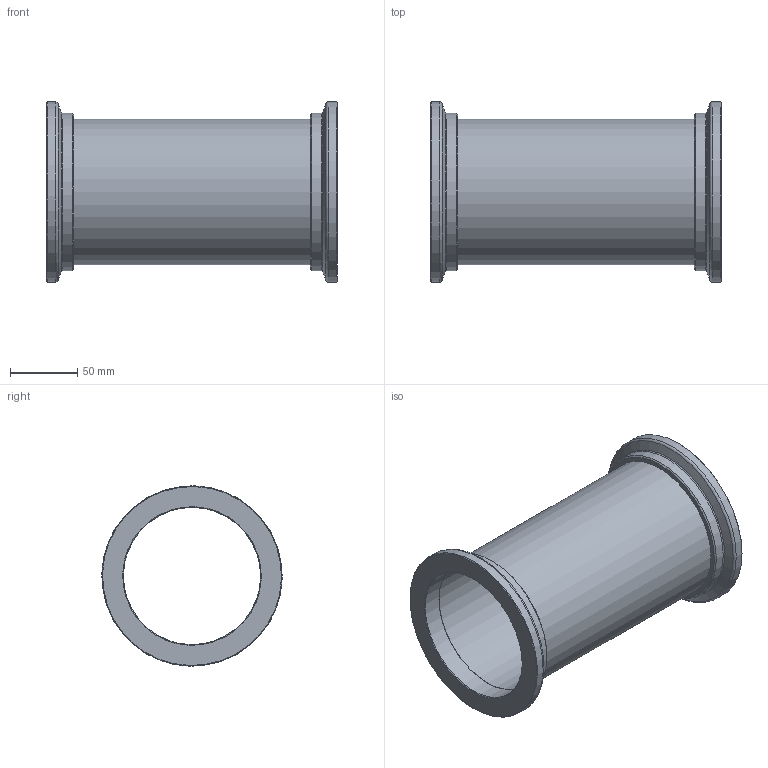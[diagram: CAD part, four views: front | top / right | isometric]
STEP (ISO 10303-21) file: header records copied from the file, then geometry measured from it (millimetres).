
FILE_DESCRIPTION(/* description */ (''),/* implementation_level */ '2;1');
FILE_NAME(/* name */ '33.100003.244.310',/* time_stamp */ '2019-06-19T08:19:27+02:00',/* author */ ('Murat Coskun Bicak'),/* organization */ ('Evac AG'),/* preprocessor_version */ 'ST-DEVELOPER v16.7',/* originating_system */ 'DEX',/* authorisation */ $);
FILE_SCHEMA (('AUTOMOTIVE_DESIGN {1 0 10303 214 3 1 1}'));
Length unit declared in the file: millimetre
Products named in the file (3): 33.100003.244.310; 33.100003.244.310-Rohr; 32.100003.210.310
Assembly tree (3 placements, depth 2):
  33.100003.244.310
    33.100003.244.310-Rohr
    32.100003.210.310  x2
Bounding box: 216 x 134 x 134 mm (x, y, z)
Volume: 340096.4 mm3; surface area: 173711.7 mm2
Topology: 3 solids, 3 shells, 32 faces, 56 edges, 32 vertices
Faces by surface type: cylinder 10, plane 8, cone 8, torus 6
Full cylindrical faces by diameter (mm): 102 x3, 108 x3, 117 x2, 134 x2
Entity records: 456 total; most frequent: DIRECTION 80, CARTESIAN_POINT 58, AXIS2_PLACEMENT_3D 40, ORIENTED_EDGE 36, EDGE_LOOP 36, FACE_BOUND 36, EDGE_CURVE 18, VERTEX_POINT 18
